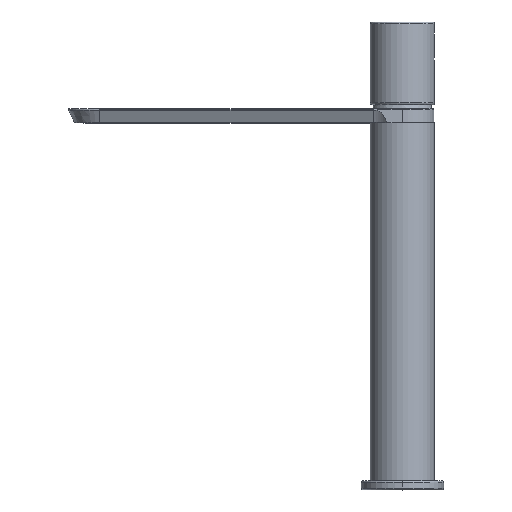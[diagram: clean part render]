
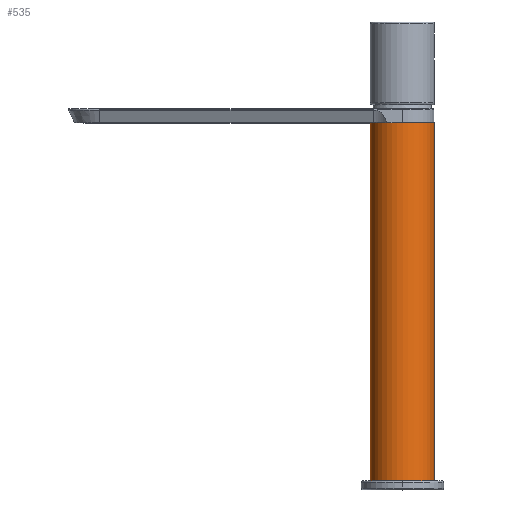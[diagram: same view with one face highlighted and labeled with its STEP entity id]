
A CAD part, top view. The second image highlights one B-rep face of the part: STEP entity #535.
In plain terms, the highlighted cylindrical face has radius 17.5 mm (diameter 35 mm), a partial arc.
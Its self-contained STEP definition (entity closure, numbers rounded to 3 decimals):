
#104 = CARTESIAN_POINT ( 'NONE',  ( -17.667, 132.52, 275. ) ) ;
#250 = VERTEX_POINT ( 'NONE', #6615 ) ;
#535 = ADVANCED_FACE ( 'NONE', ( #11699 ), #2920, .T. ) ;
#857 = AXIS2_PLACEMENT_3D ( 'NONE', #10374, #5787, #4084 ) ;
#1822 = DIRECTION ( 'NONE',  ( 0., 1., 0. ) ) ;
#1946 = DIRECTION ( 'NONE',  ( 0., 1., 0. ) ) ;
#2131 = VERTEX_POINT ( 'NONE', #7273 ) ;
#2331 = CARTESIAN_POINT ( 'NONE',  ( -34.93, 132.52, 272.128 ) ) ;
#2506 = DIRECTION ( 'NONE',  ( 0., 1., 0. ) ) ;
#2753 = CIRCLE ( 'NONE', #10136, 17.5 ) ;
#2833 = EDGE_CURVE ( 'NONE', #250, #6263, #3713, .T. ) ;
#2920 = CYLINDRICAL_SURFACE ( 'NONE', #3548, 17.5 ) ;
#3006 = ORIENTED_EDGE ( 'NONE', *, *, #3584, .T. ) ;
#3226 = EDGE_CURVE ( 'NONE', #250, #6960, #8415, .T. ) ;
#3535 = DIRECTION ( 'NONE',  ( -0.986, 0., -0.164 ) ) ;
#3548 = AXIS2_PLACEMENT_3D ( 'NONE', #104, #1946, #7351 ) ;
#3584 = EDGE_CURVE ( 'NONE', #6960, #2131, #7109, .T. ) ;
#3713 = LINE ( 'NONE', #2331, #10755 ) ;
#4084 = DIRECTION ( 'NONE',  ( -0.986, 0., -0.164 ) ) ;
#4168 = ORIENTED_EDGE ( 'NONE', *, *, #2833, .F. ) ;
#5555 = ORIENTED_EDGE ( 'NONE', *, *, #3226, .T. ) ;
#5585 = EDGE_LOOP ( 'NONE', ( #5555, #3006, #11878, #4168 ) ) ;
#5787 = DIRECTION ( 'NONE',  ( 0., 1., 0. ) ) ;
#6015 = CARTESIAN_POINT ( 'NONE',  ( -34.93, 187.41, 272.128 ) ) ;
#6263 = VERTEX_POINT ( 'NONE', #6015 ) ;
#6295 = CARTESIAN_POINT ( 'NONE',  ( -17.667, 187.41, 275. ) ) ;
#6615 = CARTESIAN_POINT ( 'NONE',  ( -34.93, -7.59, 272.128 ) ) ;
#6821 = VECTOR ( 'NONE', #1822, 1000. ) ;
#6960 = VERTEX_POINT ( 'NONE', #10651 ) ;
#7109 = LINE ( 'NONE', #7342, #6821 ) ;
#7273 = CARTESIAN_POINT ( 'NONE',  ( -0.404, 187.41, 277.872 ) ) ;
#7284 = EDGE_CURVE ( 'NONE', #6263, #2131, #2753, .T. ) ;
#7342 = CARTESIAN_POINT ( 'NONE',  ( -0.404, 132.52, 277.872 ) ) ;
#7351 = DIRECTION ( 'NONE',  ( -0.986, 0., -0.164 ) ) ;
#8415 = CIRCLE ( 'NONE', #857, 17.5 ) ;
#9631 = DIRECTION ( 'NONE',  ( 0., 1., 0. ) ) ;
#10136 = AXIS2_PLACEMENT_3D ( 'NONE', #6295, #2506, #3535 ) ;
#10374 = CARTESIAN_POINT ( 'NONE',  ( -17.667, -7.59, 275. ) ) ;
#10651 = CARTESIAN_POINT ( 'NONE',  ( -0.404, -7.59, 277.872 ) ) ;
#10755 = VECTOR ( 'NONE', #9631, 1000. ) ;
#11699 = FACE_OUTER_BOUND ( 'NONE', #5585, .T. ) ;
#11878 = ORIENTED_EDGE ( 'NONE', *, *, #7284, .F. ) ;
